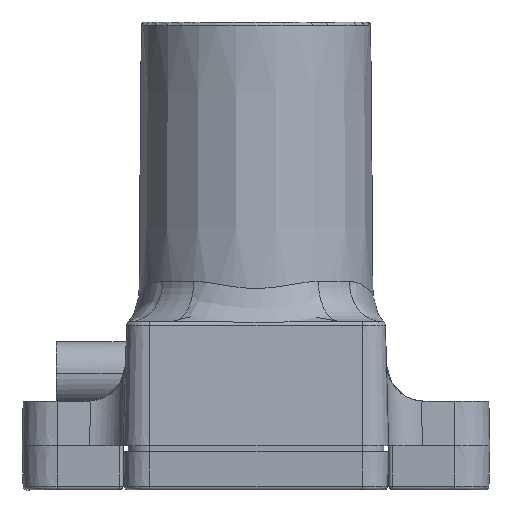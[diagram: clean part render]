
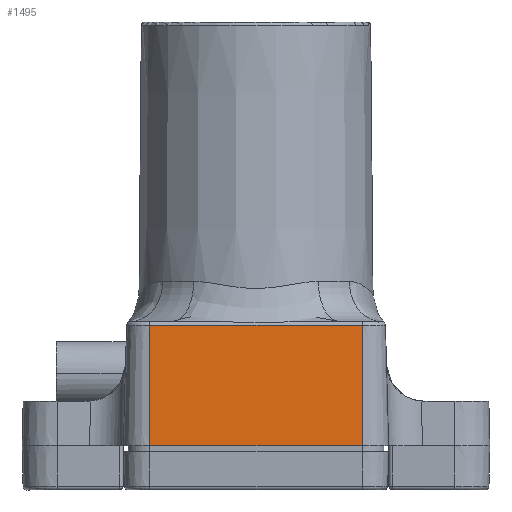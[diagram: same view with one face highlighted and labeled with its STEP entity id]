
A CAD part, front view. The second image highlights one B-rep face of the part: STEP entity #1495.
In plain terms, the highlighted planar face has unit normal (0, -1, 0.026).
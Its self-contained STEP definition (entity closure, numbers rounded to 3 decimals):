
#805 = FACE_OUTER_BOUND ( 'NONE', #10188, .T. ) ;
#921 = LINE ( 'NONE', #8583, #18063 ) ;
#1196 = CARTESIAN_POINT ( 'NONE',  ( 6.8, -25., -27.15 ) ) ;
#1495 = ADVANCED_FACE ( 'NONE', ( #805 ), #6765, .T. ) ;
#2481 = LINE ( 'NONE', #8474, #5070 ) ;
#5070 = VECTOR ( 'NONE', #23318, 1000. ) ;
#5118 = CARTESIAN_POINT ( 'NONE',  ( -6.8, -25., -27.15 ) ) ;
#5254 = DIRECTION ( 'NONE',  ( 0., 0.026, 1. ) ) ;
#6137 = LINE ( 'NONE', #16910, #7304 ) ;
#6765 = PLANE ( 'NONE',  #15906 ) ;
#6797 = CARTESIAN_POINT ( 'NONE',  ( -6.8, -24.798, -19.443 ) ) ;
#7304 = VECTOR ( 'NONE', #22930, 1000. ) ;
#7747 = ORIENTED_EDGE ( 'NONE', *, *, #15687, .T. ) ;
#7932 = VERTEX_POINT ( 'NONE', #5118 ) ;
#8243 = VERTEX_POINT ( 'NONE', #1196 ) ;
#8290 = VERTEX_POINT ( 'NONE', #6797 ) ;
#8474 = CARTESIAN_POINT ( 'NONE',  ( 6.8, -24.798, -19.443 ) ) ;
#8583 = CARTESIAN_POINT ( 'NONE',  ( -6.8, -25., -27.15 ) ) ;
#8903 = ORIENTED_EDGE ( 'NONE', *, *, #11629, .T. ) ;
#9004 = ORIENTED_EDGE ( 'NONE', *, *, #13708, .T. ) ;
#10188 = EDGE_LOOP ( 'NONE', ( #9004, #22495, #7747, #8903 ) ) ;
#10502 = DIRECTION ( 'NONE',  ( 0., -1., 0.026 ) ) ;
#11629 = EDGE_CURVE ( 'NONE', #17399, #8290, #2481, .T. ) ;
#12562 = CARTESIAN_POINT ( 'NONE',  ( 6.8, -25., -27.15 ) ) ;
#13683 = VECTOR ( 'NONE', #5254, 1000. ) ;
#13708 = EDGE_CURVE ( 'NONE', #8290, #7932, #921, .T. ) ;
#14269 = LINE ( 'NONE', #12562, #13683 ) ;
#14396 = DIRECTION ( 'NONE',  ( 0., -0.026, -1. ) ) ;
#15687 = EDGE_CURVE ( 'NONE', #8243, #17399, #14269, .T. ) ;
#15905 = EDGE_CURVE ( 'NONE', #7932, #8243, #6137, .T. ) ;
#15906 = AXIS2_PLACEMENT_3D ( 'NONE', #19744, #10502, #14396 ) ;
#16910 = CARTESIAN_POINT ( 'NONE',  ( 8.5, -25., -27.15 ) ) ;
#17399 = VERTEX_POINT ( 'NONE', #22465 ) ;
#18063 = VECTOR ( 'NONE', #23280, 1000. ) ;
#19744 = CARTESIAN_POINT ( 'NONE',  ( 6.8, -25., -27.15 ) ) ;
#22465 = CARTESIAN_POINT ( 'NONE',  ( 6.8, -24.798, -19.443 ) ) ;
#22495 = ORIENTED_EDGE ( 'NONE', *, *, #15905, .T. ) ;
#22930 = DIRECTION ( 'NONE',  ( 1., 0., 0. ) ) ;
#23280 = DIRECTION ( 'NONE',  ( 0., -0.026, -1. ) ) ;
#23318 = DIRECTION ( 'NONE',  ( -1., 0., 0. ) ) ;
